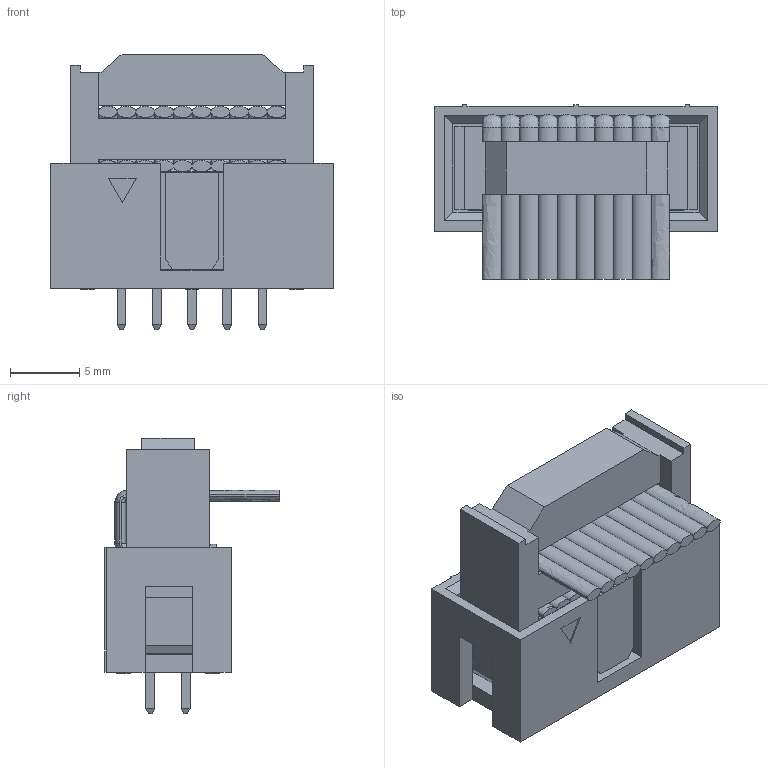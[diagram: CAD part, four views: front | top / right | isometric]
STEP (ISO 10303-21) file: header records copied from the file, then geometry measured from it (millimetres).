
FILE_DESCRIPTION(('FreeCAD Model'),'2;1');
FILE_NAME('Fusion.step','2017-06-01T20:53:31',( 'kicad StepUp'),('ksu MCAD'),'Open CASCADE STEP processor 6.8', 'FreeCAD','Unknown');
FILE_SCHEMA(('AUTOMOTIVE_DESIGN_CC2 { 1 2 10303 214 -1 1 5 4 }'));
Length unit declared in the file: millimetre
Products named in the file (2): ASSEMBLY; Fusion
Assembly tree (1 placements, depth 2):
  ASSEMBLY
    Fusion
Bounding box: 20.32 x 12.56 x 19.85 mm (x, y, z)
Volume: 2172.1 mm3; surface area: 3378.6 mm2
Topology: 1 solids, 1 shells, 512 faces, 1318 edges, 810 vertices
Faces by surface type: plane 400, bspline 100, cylinder 12
Entity records: 27594 total; most frequent: CARTESIAN_POINT 12332, ORIENTED_EDGE 2636, DIRECTION 2026, EDGE_CURVE 1318, LINE 1046, VECTOR 1046, VERTEX_POINT 810, FACE_BOUND 602
